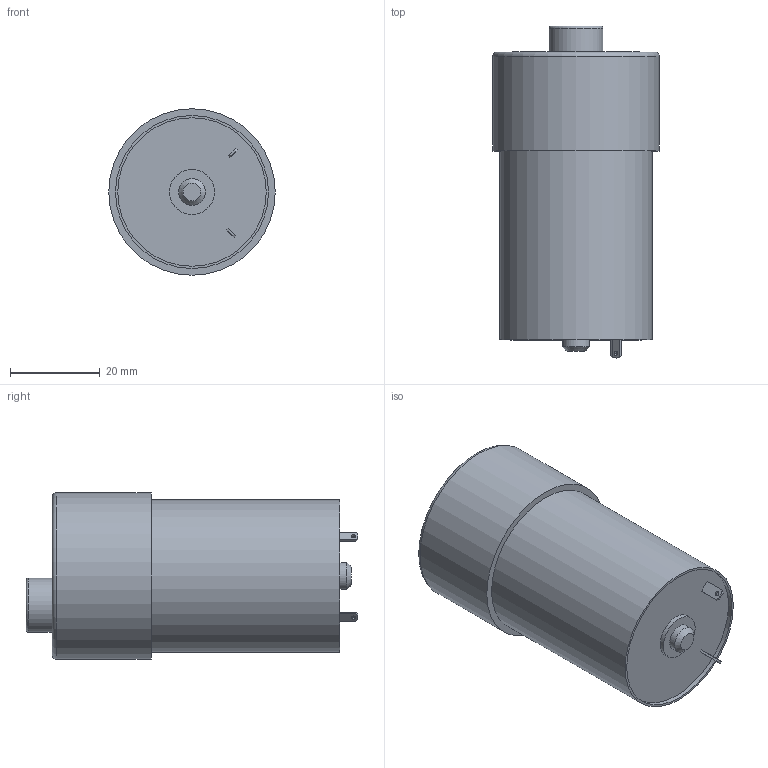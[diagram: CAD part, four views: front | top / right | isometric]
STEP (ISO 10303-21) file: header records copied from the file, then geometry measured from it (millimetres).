
FILE_DESCRIPTION(/* description */ (''),/* implementation_level */ '2;1');
FILE_NAME(/* name */ 'Tetrix_739083_Motor.ipt.stp',/* time_stamp */ '2014-12-18T17:46:37-08:00',/* author */ ('Autodesk Inc.'),/* organization */ (''),/* preprocessor_version */ 'ST-DEVELOPER v15.6',/* originating_system */ 'Autodesk Inventor 2015',/* authorisation */ '');
FILE_SCHEMA (('AUTOMOTIVE_DESIGN { 1 0 10303 214 3 1 1 }'));
Length unit declared in the file: millimetre
Products named in the file (1): Tetrix_739083_Motor
Bounding box: 37 x 73.8 x 37 mm (x, y, z)
Volume: 61713.6 mm3; surface area: 9582.3 mm2
Topology: 1 solids, 1 shells, 32 faces, 67 edges, 44 vertices
Faces by surface type: plane 21, cylinder 8, torus 2, cone 1
Full cylindrical faces by diameter (mm): 1 x2, 6 x1, 10 x1, 12 x1, 33 x1, 34 x1, 37 x1
Entity records: 896 total; most frequent: DIRECTION 140, CARTESIAN_POINT 131, ORIENTED_EDGE 110, EDGE_CURVE 55, EDGE_LOOP 54, AXIS2_PLACEMENT_3D 52, VERTEX_POINT 43, LINE 36
